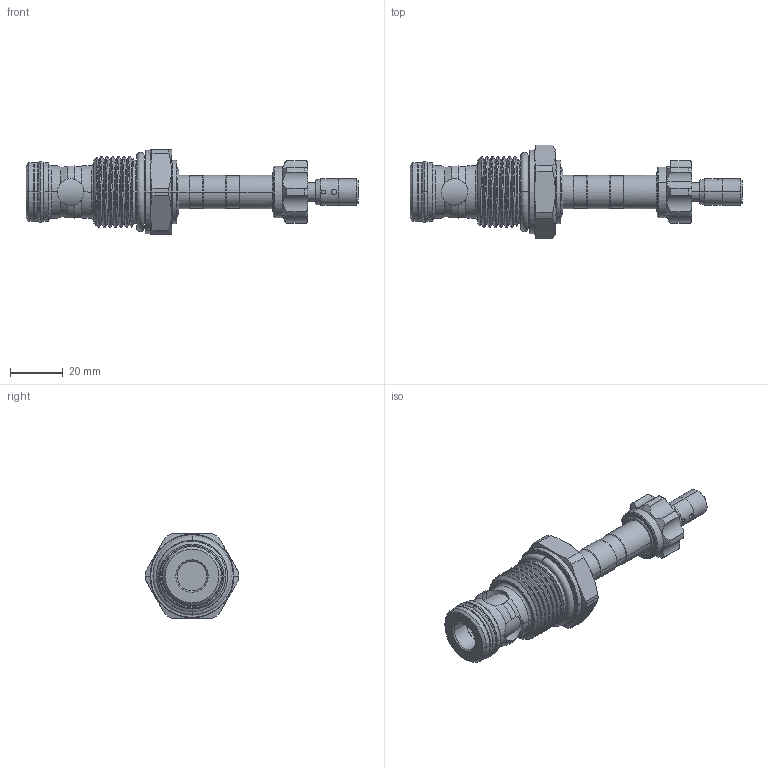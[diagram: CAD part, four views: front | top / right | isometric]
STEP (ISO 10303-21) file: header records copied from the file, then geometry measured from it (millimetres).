
FILE_DESCRIPTION (( 'STEP AP203' ), '1' );
FILE_NAME ('EP12W2A02T05.STEP', '2020-03-31T07:13:00', ( '' ), ( '' ), 'SwSTEP 2.0', 'SolidWorks 2018', '' );
FILE_SCHEMA (( 'CONFIG_CONTROL_DESIGN' ));
Length unit declared in the file: millimetre
Products named in the file (1): EP12W2A02T05
Bounding box: 125.45 x 35.5 x 32 mm (x, y, z)
Volume: 37422.5 mm3; surface area: 13035.9 mm2
Topology: 3 solids, 3 shells, 253 faces, 609 edges, 382 vertices
Faces by surface type: cylinder 129, cone 52, torus 36, plane 31, bspline 5
Entity records: 10486 total; most frequent: CARTESIAN_POINT 4630, DIRECTION 1226, ORIENTED_EDGE 1218, EDGE_CURVE 609, AXIS2_PLACEMENT_3D 530, VERTEX_POINT 382, CIRCLE 281, EDGE_LOOP 279
